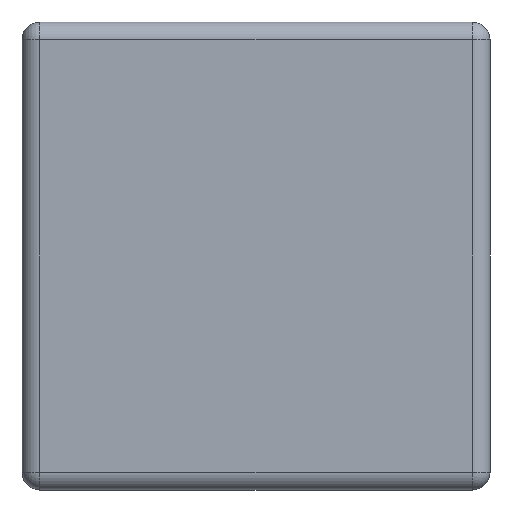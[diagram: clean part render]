
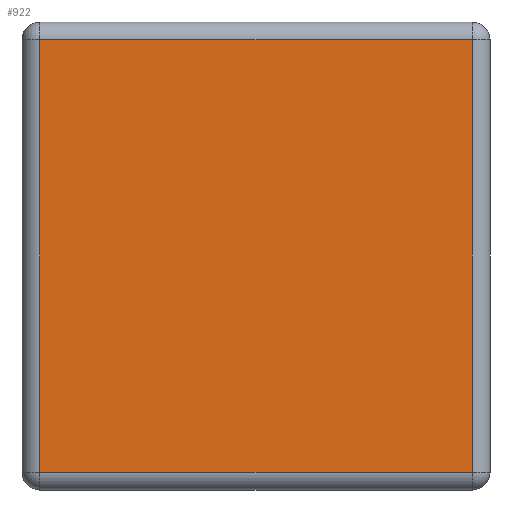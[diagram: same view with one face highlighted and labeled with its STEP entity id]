
A CAD part, left-side view. The second image highlights one B-rep face of the part: STEP entity #922.
In plain terms, the highlighted planar face has unit normal (-1, 0, 0).
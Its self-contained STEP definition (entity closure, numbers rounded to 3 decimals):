
#7 = VERTEX_POINT ( 'NONE', #1598 ) ;
#86 = VERTEX_POINT ( 'NONE', #1620 ) ;
#91 = LINE ( 'NONE', #852, #432 ) ;
#144 = FACE_OUTER_BOUND ( 'NONE', #972, .T. ) ;
#152 = DIRECTION ( 'NONE',  ( 0., 0., -1. ) ) ;
#272 = EDGE_CURVE ( 'NONE', #7, #1497, #814, .T. ) ;
#283 = VECTOR ( 'NONE', #816, 1000. ) ;
#326 = ORIENTED_EDGE ( 'NONE', *, *, #272, .T. ) ;
#418 = CARTESIAN_POINT ( 'NONE',  ( -0.8, 0.4, 0.8 ) ) ;
#432 = VECTOR ( 'NONE', #1710, 1000. ) ;
#522 = CARTESIAN_POINT ( 'NONE',  ( -0.8, -0.37, 0.03 ) ) ;
#541 = ORIENTED_EDGE ( 'NONE', *, *, #683, .T. ) ;
#558 = PLANE ( 'NONE',  #1116 ) ;
#563 = DIRECTION ( 'NONE',  ( 0., 0., -1. ) ) ;
#648 = VERTEX_POINT ( 'NONE', #522 ) ;
#683 = EDGE_CURVE ( 'NONE', #1497, #648, #1434, .T. ) ;
#789 = DIRECTION ( 'NONE',  ( 0., 1., 0. ) ) ;
#814 = LINE ( 'NONE', #1893, #1115 ) ;
#816 = DIRECTION ( 'NONE',  ( 0., -1., 0. ) ) ;
#852 = CARTESIAN_POINT ( 'NONE',  ( -0.8, -0.37, 0.8 ) ) ;
#922 = ADVANCED_FACE ( 'NONE', ( #144 ), #558, .F. ) ;
#923 = LINE ( 'NONE', #1093, #1701 ) ;
#972 = EDGE_LOOP ( 'NONE', ( #1546, #326, #541, #997 ) ) ;
#997 = ORIENTED_EDGE ( 'NONE', *, *, #1271, .T. ) ;
#1093 = CARTESIAN_POINT ( 'NONE',  ( -0.8, 0.4, 0.77 ) ) ;
#1115 = VECTOR ( 'NONE', #152, 1000. ) ;
#1116 = AXIS2_PLACEMENT_3D ( 'NONE', #418, #1436, #563 ) ;
#1271 = EDGE_CURVE ( 'NONE', #648, #86, #91, .T. ) ;
#1387 = CARTESIAN_POINT ( 'NONE',  ( -0.8, 0.4, 0.03 ) ) ;
#1434 = LINE ( 'NONE', #1387, #283 ) ;
#1436 = DIRECTION ( 'NONE',  ( 1., 0., 0. ) ) ;
#1497 = VERTEX_POINT ( 'NONE', #1545 ) ;
#1545 = CARTESIAN_POINT ( 'NONE',  ( -0.8, 0.37, 0.03 ) ) ;
#1546 = ORIENTED_EDGE ( 'NONE', *, *, #1662, .T. ) ;
#1598 = CARTESIAN_POINT ( 'NONE',  ( -0.8, 0.37, 0.77 ) ) ;
#1620 = CARTESIAN_POINT ( 'NONE',  ( -0.8, -0.37, 0.77 ) ) ;
#1662 = EDGE_CURVE ( 'NONE', #86, #7, #923, .T. ) ;
#1701 = VECTOR ( 'NONE', #789, 1000. ) ;
#1710 = DIRECTION ( 'NONE',  ( 0., 0., 1. ) ) ;
#1893 = CARTESIAN_POINT ( 'NONE',  ( -0.8, 0.37, 0.8 ) ) ;
